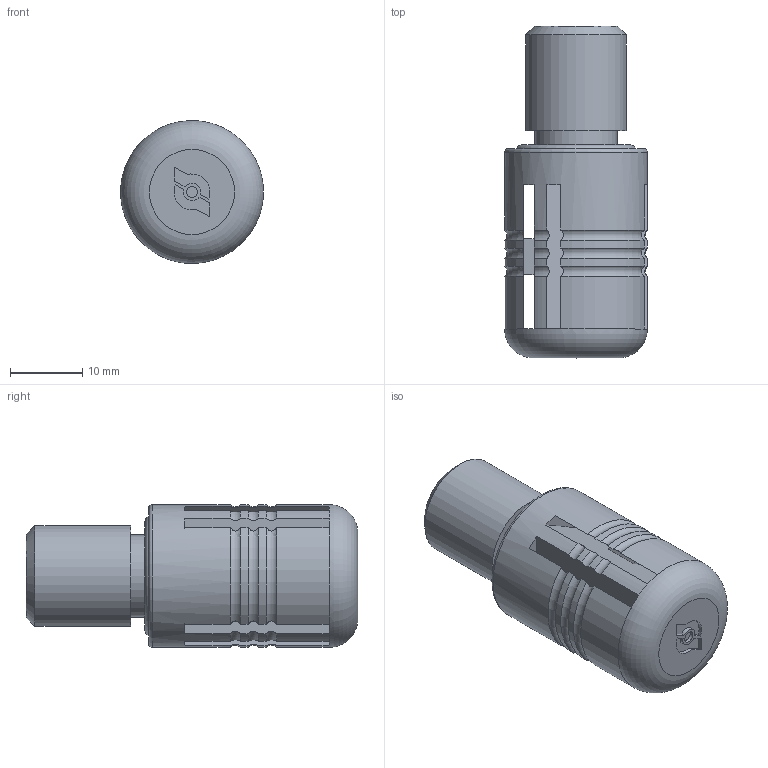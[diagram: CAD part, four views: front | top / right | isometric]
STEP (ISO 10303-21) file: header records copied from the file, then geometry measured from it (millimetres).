
FILE_DESCRIPTION( ( 'STEP AP214' ), '1' );
FILE_NAME( 'SCHUNK-0398920 LOG 20.0-M14X1.5-M5.stp', '2020-09-03T14:18:25', ( 'License CC BY-ND 4.0' ), ( 'CADENAS' ), ' ', 'PARTsolutions', ' ' );
FILE_SCHEMA( ( 'AUTOMOTIVE_DESIGN { 1 0 10303 214 1 1 1 1 }' ) );
Length unit declared in the file: millimetre
Products named in the file (3): SCHUNK-0398920 LOG 20.0-M14X1.5-M5; _SCHUNK-5521465 Gehaeuse LOG 20; _SCHUNK-9957943 Gewindeeinsatz M5
Assembly tree (2 placements, depth 2):
  SCHUNK-0398920 LOG 20.0-M14X1.5-M5
    _SCHUNK-5521465 Gehaeuse LOG 20
    _SCHUNK-9957943 Gewindeeinsatz M5
Bounding box: 19.8 x 46 x 19.8 mm (x, y, z)
Volume: 9661.3 mm3; surface area: 5380 mm2
Topology: 2 solids, 2 shells, 118 faces, 317 edges, 205 vertices
Faces by surface type: plane 56, cylinder 35, torus 21, cone 6
Full cylindrical faces by diameter (mm): 1.584 x1, 4.2 x1, 8 x2, 11.4 x1, 14 x1, 19.8 x1
Entity records: 4950 total; most frequent: CARTESIAN_POINT 1079, ORIENTED_EDGE 598, DIRECTION 578, EDGE_CURVE 299, AXIS2_PLACEMENT_3D 218, VERTEX_POINT 203, EDGE_LOOP 150, LINE 142
